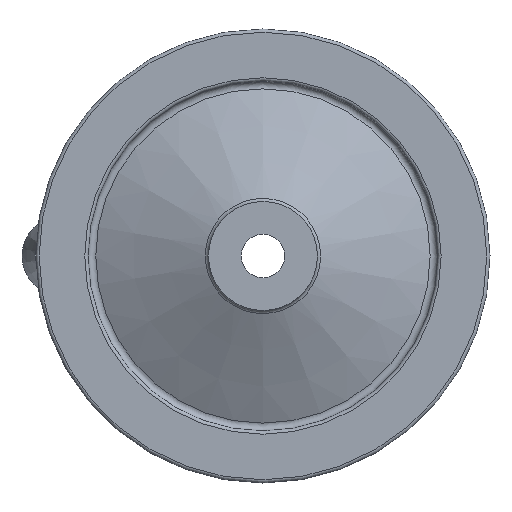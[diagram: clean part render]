
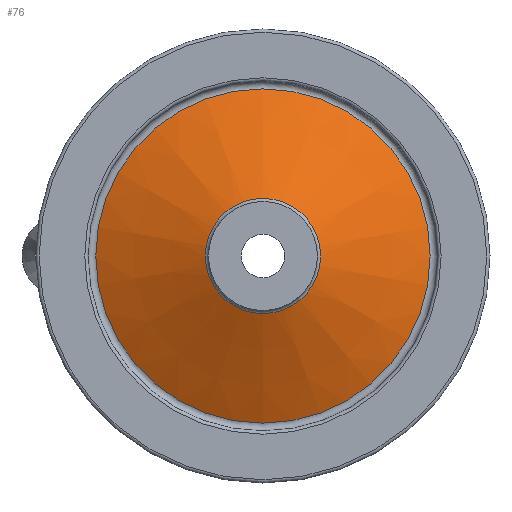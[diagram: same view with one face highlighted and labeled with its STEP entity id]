
A CAD part, left-side view. The second image highlights one B-rep face of the part: STEP entity #76.
In plain terms, the highlighted conical face has half-angle 64.667 degrees and reference radius 15.858 mm.
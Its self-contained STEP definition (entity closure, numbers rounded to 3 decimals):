
#76 = ADVANCED_FACE( '', ( #169, #170 ), #171, .T. );
#169 = FACE_OUTER_BOUND( '', #307, .T. );
#170 = FACE_BOUND( '', #308, .T. );
#171 = CONICAL_SURFACE( '', #309, 15.858, 1.129 );
#307 = EDGE_LOOP( '', ( #430 ) );
#308 = EDGE_LOOP( '', ( #431 ) );
#309 = AXIS2_PLACEMENT_3D( '', #432, #433, #434 );
#430 = ORIENTED_EDGE( '', *, *, #511, .F. );
#431 = ORIENTED_EDGE( '', *, *, #525, .T. );
#432 = CARTESIAN_POINT( '', ( 11.218, 0., 0. ) );
#433 = DIRECTION( '', ( 1., 0., 0. ) );
#434 = DIRECTION( '', ( 0., 0., -1. ) );
#511 = EDGE_CURVE( '', #571, #571, #572, .T. );
#525 = EDGE_CURVE( '', #592, #592, #593, .T. );
#571 = VERTEX_POINT( '', #643 );
#572 = CIRCLE( '', #644, 46.014 );
#592 = VERTEX_POINT( '', #664 );
#593 = CIRCLE( '', #665, 15.858 );
#643 = CARTESIAN_POINT( '', ( 25.494, 0., -46.014 ) );
#644 = AXIS2_PLACEMENT_3D( '', #719, #720, #721 );
#664 = CARTESIAN_POINT( '', ( 11.218, 0., -15.858 ) );
#665 = AXIS2_PLACEMENT_3D( '', #740, #741, #742 );
#719 = CARTESIAN_POINT( '', ( 25.494, 0., 0. ) );
#720 = DIRECTION( '', ( 1., 0., 0. ) );
#721 = DIRECTION( '', ( 0., 0., -1. ) );
#740 = CARTESIAN_POINT( '', ( 11.218, 0., 0. ) );
#741 = DIRECTION( '', ( 1., 0., 0. ) );
#742 = DIRECTION( '', ( 0., 0., -1. ) );
